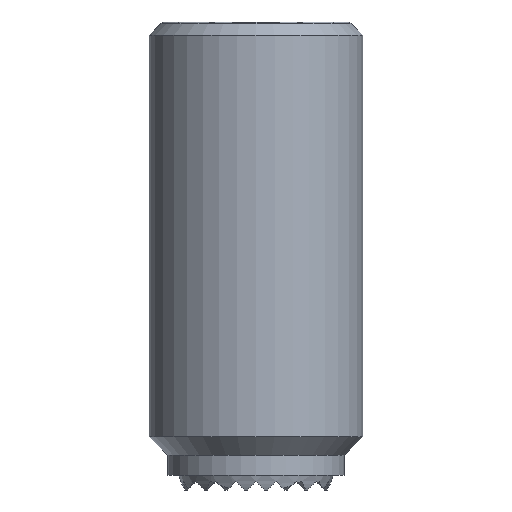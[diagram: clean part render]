
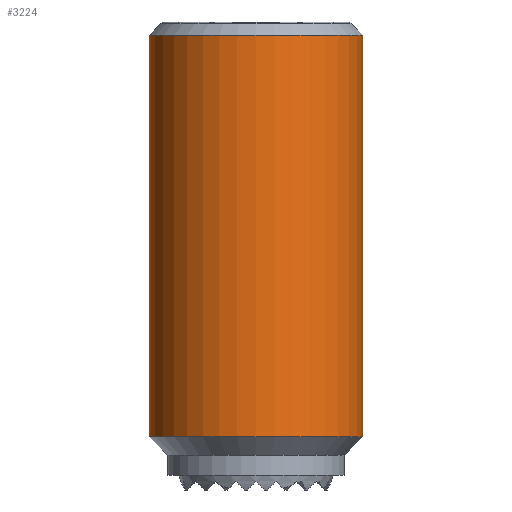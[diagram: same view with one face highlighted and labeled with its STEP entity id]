
A CAD part, front view. The second image highlights one B-rep face of the part: STEP entity #3224.
In plain terms, the highlighted cylindrical face has radius 8 mm (diameter 16 mm), a partial arc.
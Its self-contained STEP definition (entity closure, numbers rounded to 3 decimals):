
#1778=EDGE_CURVE('',#3468,#2084,#4171,.T.);
#2084=VERTEX_POINT('',#4524);
#2684=EDGE_CURVE('',#2084,#3348,#5189,.T.);
#3030=VERTEX_POINT('',#5581);
#3212=EDGE_CURVE('',#3468,#3030,#5788,.T.);
#3224=ADVANCED_FACE('',(#5802),#5803,.T.);
#3340=EDGE_CURVE('',#3348,#3030,#5930,.T.);
#3348=VERTEX_POINT('',#5938);
#3468=VERTEX_POINT('',#6070);
#4171=LINE('',#7059,#7060);
#4524=CARTESIAN_POINT('',(-8.,0.,-1.));
#5189=CIRCLE('',#8497,8.0);
#5581=CARTESIAN_POINT('',(8.,0.,-31.0));
#5788=CIRCLE('',#9349,8.0);
#5802=FACE_OUTER_BOUND('',#9369,.T.);
#5803=CYLINDRICAL_SURFACE('',#9370,8.0);
#5930=LINE('',#9548,#9549);
#5938=CARTESIAN_POINT('',(8.,0.,-1.));
#6070=CARTESIAN_POINT('',(-8.,0.,-31.0));
#7059=CARTESIAN_POINT('',(-8.,0.,-16.0));
#7060=VECTOR('',#10498,1.0);
#8497=AXIS2_PLACEMENT_3D('',#11679,#11680,#11681);
#9349=AXIS2_PLACEMENT_3D('',#12442,#12443,#12444);
#9369=EDGE_LOOP('',(#12465,#12466,#12467,#12468));
#9370=AXIS2_PLACEMENT_3D('',#12469,#12470,#12471);
#9548=CARTESIAN_POINT('',(8.,0.,-16.0));
#9549=VECTOR('',#12631,1.0);
#10498=DIRECTION('',(0.0,0.0,1.0));
#11679=CARTESIAN_POINT('',(0.,0.,-1.));
#11680=DIRECTION('',(0.0,0.0,1.0));
#11681=DIRECTION('',(-1.0,0.,0.0));
#12442=CARTESIAN_POINT('',(0.,0.,-31.0));
#12443=DIRECTION('',(0.0,0.0,1.0));
#12444=DIRECTION('',(-1.0,0.,0.0));
#12465=ORIENTED_EDGE('',*,*,#1778,.F.);
#12466=ORIENTED_EDGE('',*,*,#3212,.T.);
#12467=ORIENTED_EDGE('',*,*,#3340,.F.);
#12468=ORIENTED_EDGE('',*,*,#2684,.F.);
#12469=CARTESIAN_POINT('',(0.,0.,-16.0));
#12470=DIRECTION('',(-0.0,-0.0,-1.0));
#12471=DIRECTION('',(-1.0,0.,0.0));
#12631=DIRECTION('',(-0.0,-0.0,-1.0));
